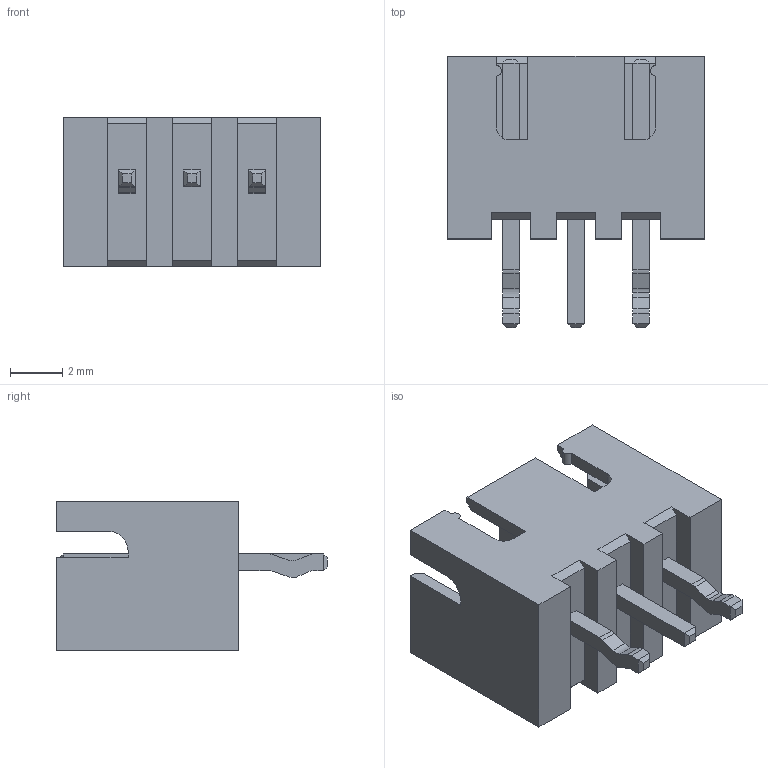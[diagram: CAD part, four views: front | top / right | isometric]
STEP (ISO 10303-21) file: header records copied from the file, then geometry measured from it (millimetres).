
FILE_DESCRIPTION (( 'STEP AP214' ), '1' );
FILE_NAME ('B3B-XH-A (LF)(SN).STEP', '2018-04-30T15:31:50', ( '' ), ( '' ), 'SwSTEP 2.0', 'SolidWorks 2017', '' );
FILE_SCHEMA (( 'AUTOMOTIVE_DESIGN' ));
Length unit declared in the file: millimetre
Products named in the file (1): B3B-XH-A (LF)(SN)
Bounding box: 9.9 x 10.4 x 5.75 mm (x, y, z)
Volume: 128.2 mm3; surface area: 580.2 mm2
Topology: 7 solids, 7 shells, 147 faces, 371 edges, 238 vertices
Faces by surface type: plane 126, cylinder 21
Entity records: 4411 total; most frequent: CARTESIAN_POINT 757, ORIENTED_EDGE 742, DIRECTION 709, EDGE_CURVE 371, VECTOR 329, LINE 329, VERTEX_POINT 238, AXIS2_PLACEMENT_3D 190
